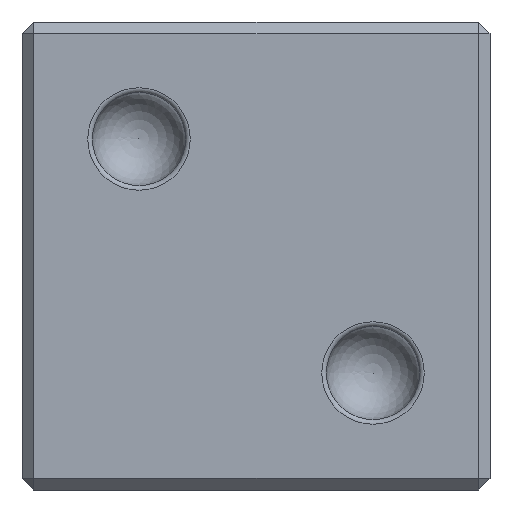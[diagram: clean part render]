
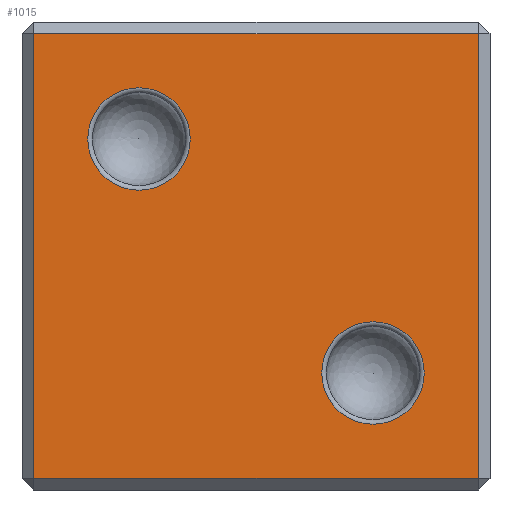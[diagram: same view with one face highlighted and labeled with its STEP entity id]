
A CAD part, left-side view. The second image highlights one B-rep face of the part: STEP entity #1015.
In plain terms, the highlighted planar face has unit normal (-1, 0, 0).
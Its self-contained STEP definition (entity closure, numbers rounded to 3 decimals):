
#53=FACE_BOUND('',#295,.T.);
#54=FACE_BOUND('',#296,.T.);
#71=LINE('',#1805,#119);
#72=LINE('',#1807,#120);
#73=LINE('',#1809,#121);
#74=LINE('',#1810,#122);
#119=VECTOR('',#1461,10.);
#120=VECTOR('',#1462,10.);
#121=VECTOR('',#1463,10.);
#122=VECTOR('',#1464,10.);
#155=PLANE('',#1170);
#210=FACE_OUTER_BOUND('',#294,.T.);
#294=EDGE_LOOP('',(#831,#832,#833,#834));
#295=EDGE_LOOP('',(#835));
#296=EDGE_LOOP('',(#836));
#400=CIRCLE('',#1166,2.191);
#404=CIRCLE('',#1171,2.191);
#499=VERTEX_POINT('',#1795);
#502=VERTEX_POINT('',#1803);
#503=VERTEX_POINT('',#1804);
#504=VERTEX_POINT('',#1806);
#505=VERTEX_POINT('',#1808);
#506=VERTEX_POINT('',#1811);
#614=EDGE_CURVE('',#499,#499,#400,.T.);
#618=EDGE_CURVE('',#502,#503,#71,.T.);
#619=EDGE_CURVE('',#504,#502,#72,.T.);
#620=EDGE_CURVE('',#505,#504,#73,.T.);
#621=EDGE_CURVE('',#503,#505,#74,.T.);
#622=EDGE_CURVE('',#506,#506,#404,.T.);
#831=ORIENTED_EDGE('',*,*,#618,.F.);
#832=ORIENTED_EDGE('',*,*,#619,.F.);
#833=ORIENTED_EDGE('',*,*,#620,.F.);
#834=ORIENTED_EDGE('',*,*,#621,.F.);
#835=ORIENTED_EDGE('',*,*,#622,.F.);
#836=ORIENTED_EDGE('',*,*,#614,.F.);
#1015=ADVANCED_FACE('',(#210,#53,#54),#155,.T.);
#1166=AXIS2_PLACEMENT_3D('',#1796,#1451,#1452);
#1170=AXIS2_PLACEMENT_3D('',#1802,#1459,#1460);
#1171=AXIS2_PLACEMENT_3D('',#1812,#1465,#1466);
#1451=DIRECTION('center_axis',(-1.,0.,0.));
#1452=DIRECTION('ref_axis',(0.,0.,-1.));
#1459=DIRECTION('center_axis',(-1.,0.,0.));
#1460=DIRECTION('ref_axis',(0.,-1.,0.));
#1461=DIRECTION('',(0.,0.,-1.));
#1462=DIRECTION('',(0.,-1.,0.));
#1463=DIRECTION('',(0.,0.,1.));
#1464=DIRECTION('',(0.,1.,0.));
#1465=DIRECTION('center_axis',(-1.,0.,0.));
#1466=DIRECTION('ref_axis',(0.,0.,-1.));
#1795=CARTESIAN_POINT('',(-10.,5.,7.191));
#1796=CARTESIAN_POINT('Origin',(-10.,5.,5.));
#1802=CARTESIAN_POINT('Origin',(-10.,10.,0.));
#1803=CARTESIAN_POINT('',(-10.,-9.5,9.5));
#1804=CARTESIAN_POINT('',(-10.,-9.5,-9.5));
#1805=CARTESIAN_POINT('',(-10.,-9.5,0.));
#1806=CARTESIAN_POINT('',(-10.,9.5,9.5));
#1807=CARTESIAN_POINT('',(-10.,5.,9.5));
#1808=CARTESIAN_POINT('',(-10.,9.5,-9.5));
#1809=CARTESIAN_POINT('',(-10.,9.5,0.));
#1810=CARTESIAN_POINT('',(-10.,5.,-9.5));
#1811=CARTESIAN_POINT('',(-10.,-5.,-2.809));
#1812=CARTESIAN_POINT('Origin',(-10.,-5.,-5.));
